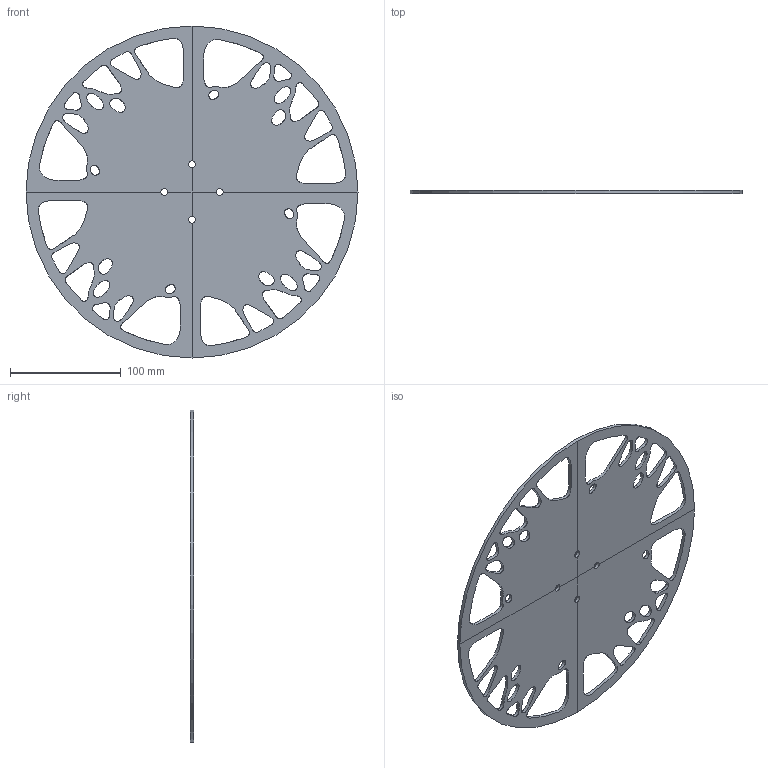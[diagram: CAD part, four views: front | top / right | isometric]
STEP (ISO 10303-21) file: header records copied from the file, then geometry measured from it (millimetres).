
FILE_DESCRIPTION(/* description */ (''),/* implementation_level */ '2;1');
FILE_NAME(/* name */ 'TopologyOptimizedPlate1.step',/* time_stamp */ '2025-11-14T10:57:28-05:00',/* author */ (''),/* organization */ (''),/* preprocessor_version */ 'ST-DEVELOPER v20.1',/* originating_system */ 'Autodesk Translation Framework v14.21.0.0',/* authorisation */ '');
FILE_SCHEMA (('AUTOMOTIVE_DESIGN { 1 0 10303 214 3 1 1 }'));
Length unit declared in the file: centimetre
Products named in the file (1): TopologyOptimizedPlate1
Bounding box: 300 x 3 x 300 mm (x, y, z)
Volume: 145226.7 mm3; surface area: 113826.9 mm2
Topology: 1 solids, 1 shells, 54 faces, 172 edges, 112 vertices
Faces by surface type: bspline 40, cylinder 9, plane 5
Full cylindrical faces by diameter (mm): 6.2 x4, 300 x1
Entity records: 4788 total; most frequent: CARTESIAN_POINT 3239, ORIENTED_EDGE 368, EDGE_CURVE 184, DIRECTION 169, EDGE_LOOP 130, VERTEX_POINT 128, B_SPLINE_CURVE_WITH_KNOTS 88, FACE_BOUND 76
